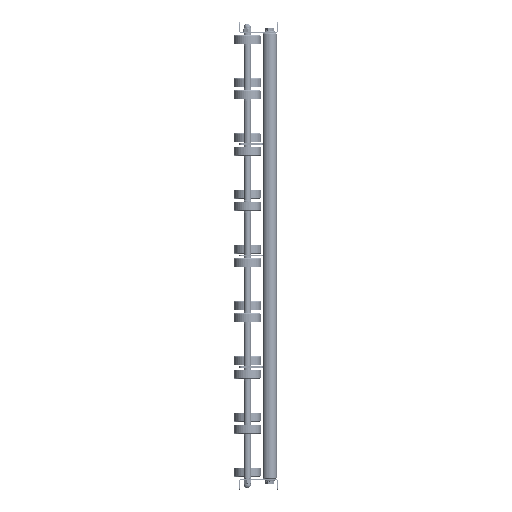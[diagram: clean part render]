
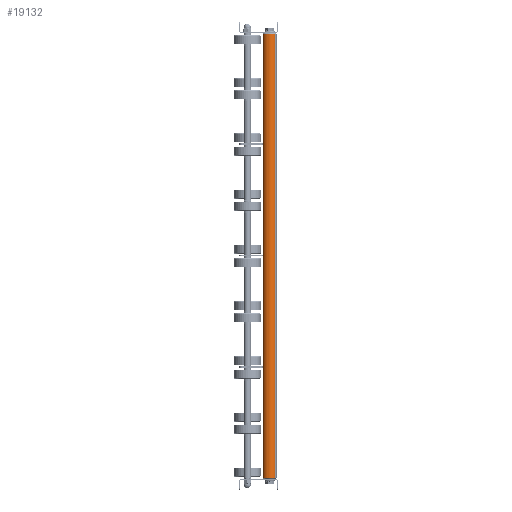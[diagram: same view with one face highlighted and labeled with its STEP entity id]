
A CAD part, left-side view. The second image highlights one B-rep face of the part: STEP entity #19132.
In plain terms, the highlighted cylindrical face has radius 12.5 mm (diameter 25 mm), a partial arc.
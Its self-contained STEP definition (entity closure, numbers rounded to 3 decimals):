
#113 = CARTESIAN_POINT ( 'NONE',  ( 799., 0., 12.5 ) ) ;
#908 = DIRECTION ( 'NONE',  ( 0., 0., -1. ) ) ;
#1195 = ORIENTED_EDGE ( 'NONE', *, *, #14866, .T. ) ;
#2639 = DIRECTION ( 'NONE',  ( -1., 0., 0. ) ) ;
#3291 = ORIENTED_EDGE ( 'NONE', *, *, #7308, .T. ) ;
#3954 = VERTEX_POINT ( 'NONE', #4359 ) ;
#4094 = VERTEX_POINT ( 'NONE', #13058 ) ;
#4359 = CARTESIAN_POINT ( 'NONE',  ( 799., 0., -12.5 ) ) ;
#4368 = VECTOR ( 'NONE', #9640, 1000. ) ;
#6235 = CARTESIAN_POINT ( 'NONE',  ( 1., 0., 0. ) ) ;
#6611 = DIRECTION ( 'NONE',  ( -1., 0., 0. ) ) ;
#7039 = LINE ( 'NONE', #18914, #16392 ) ;
#7308 = EDGE_CURVE ( 'NONE', #4094, #20967, #16670, .T. ) ;
#7337 = CARTESIAN_POINT ( 'NONE',  ( 1., 0., -12.5 ) ) ;
#7420 = DIRECTION ( 'NONE',  ( 0., 0., -1. ) ) ;
#7466 = AXIS2_PLACEMENT_3D ( 'NONE', #13481, #6611, #13254 ) ;
#8032 = FACE_OUTER_BOUND ( 'NONE', #21329, .T. ) ;
#8783 = DIRECTION ( 'NONE',  ( -1., 0., 0. ) ) ;
#9156 = EDGE_CURVE ( 'NONE', #20278, #4094, #7039, .T. ) ;
#9490 = CARTESIAN_POINT ( 'NONE',  ( 799., 0., 0. ) ) ;
#9640 = DIRECTION ( 'NONE',  ( -1., 0., 0. ) ) ;
#11737 = CYLINDRICAL_SURFACE ( 'NONE', #7466, 12.5 ) ;
#11810 = AXIS2_PLACEMENT_3D ( 'NONE', #6235, #19092, #908 ) ;
#12818 = EDGE_CURVE ( 'NONE', #3954, #20967, #15843, .T. ) ;
#12947 = ORIENTED_EDGE ( 'NONE', *, *, #12818, .F. ) ;
#13058 = CARTESIAN_POINT ( 'NONE',  ( 1., 0., 12.5 ) ) ;
#13254 = DIRECTION ( 'NONE',  ( 0., 0., 1. ) ) ;
#13481 = CARTESIAN_POINT ( 'NONE',  ( 800., 0., 0. ) ) ;
#13995 = CIRCLE ( 'NONE', #17132, 12.5 ) ;
#14661 = CARTESIAN_POINT ( 'NONE',  ( 800., 0., -12.5 ) ) ;
#14866 = EDGE_CURVE ( 'NONE', #3954, #20278, #13995, .T. ) ;
#15843 = LINE ( 'NONE', #14661, #4368 ) ;
#16392 = VECTOR ( 'NONE', #8783, 1000. ) ;
#16430 = ORIENTED_EDGE ( 'NONE', *, *, #9156, .T. ) ;
#16670 = CIRCLE ( 'NONE', #11810, 12.5 ) ;
#17132 = AXIS2_PLACEMENT_3D ( 'NONE', #9490, #2639, #7420 ) ;
#18914 = CARTESIAN_POINT ( 'NONE',  ( 800., 0., 12.5 ) ) ;
#19092 = DIRECTION ( 'NONE',  ( 1., 0., 0. ) ) ;
#19132 = ADVANCED_FACE ( 'NONE', ( #8032 ), #11737, .T. ) ;
#20278 = VERTEX_POINT ( 'NONE', #113 ) ;
#20967 = VERTEX_POINT ( 'NONE', #7337 ) ;
#21329 = EDGE_LOOP ( 'NONE', ( #12947, #1195, #16430, #3291 ) ) ;
